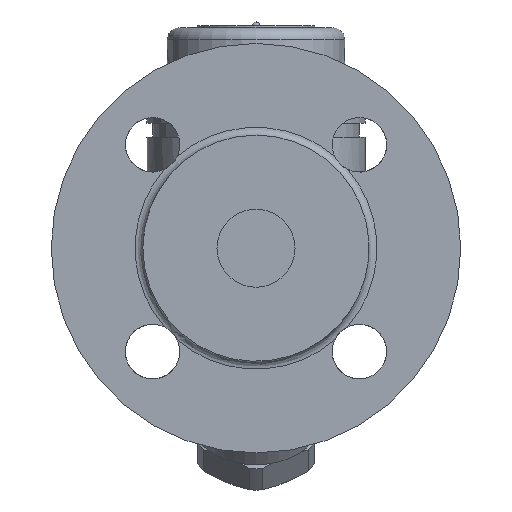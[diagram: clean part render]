
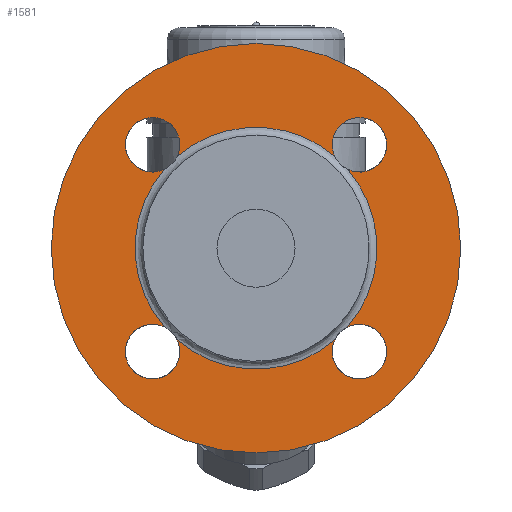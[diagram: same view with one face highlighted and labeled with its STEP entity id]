
A CAD part, left-side view. The second image highlights one B-rep face of the part: STEP entity #1581.
In plain terms, the highlighted planar face has unit normal (-1, 0, 0).
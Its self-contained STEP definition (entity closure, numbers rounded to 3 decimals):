
#893=CARTESIAN_POINT('',(-73.,-20.188,23.526));
#894=VERTEX_POINT('',#893);
#895=CARTESIAN_POINT('',(-73.,-23.526,20.188));
#896=VERTEX_POINT('',#895);
#912=CARTESIAN_POINT('',(-73.,20.188,23.526));
#913=VERTEX_POINT('',#912);
#914=CARTESIAN_POINT('',(-73.,0.0,0.));
#915=DIRECTION('',(-1.0,0.0,0.0));
#916=DIRECTION('',(0.0,0.0,-1.0));
#917=AXIS2_PLACEMENT_3D('',#914,#915,#916);
#918=CIRCLE('',#917,31.);
#919=EDGE_CURVE('',#894,#913,#918,.T.);
#921=CARTESIAN_POINT('',(-73.,23.526,20.188));
#922=VERTEX_POINT('',#921);
#938=CARTESIAN_POINT('',(-73.0,23.526,-20.188));
#939=VERTEX_POINT('',#938);
#940=CARTESIAN_POINT('',(-73.,0.0,0.));
#941=DIRECTION('',(-1.0,0.0,0.0));
#942=DIRECTION('',(0.0,0.0,-1.0));
#943=AXIS2_PLACEMENT_3D('',#940,#941,#942);
#944=CIRCLE('',#943,31.);
#945=EDGE_CURVE('',#922,#939,#944,.T.);
#947=CARTESIAN_POINT('',(-73.0,20.188,-23.526));
#948=VERTEX_POINT('',#947);
#964=CARTESIAN_POINT('',(-73.0,-20.188,-23.526));
#965=VERTEX_POINT('',#964);
#966=CARTESIAN_POINT('',(-73.,0.0,0.));
#967=DIRECTION('',(-1.0,0.0,0.0));
#968=DIRECTION('',(0.0,0.0,-1.0));
#969=AXIS2_PLACEMENT_3D('',#966,#967,#968);
#970=CIRCLE('',#969,31.);
#971=EDGE_CURVE('',#948,#965,#970,.T.);
#973=CARTESIAN_POINT('',(-73.0,-23.526,-20.188));
#974=VERTEX_POINT('',#973);
#990=CARTESIAN_POINT('',(-73.,0.0,0.));
#991=DIRECTION('',(-1.0,0.0,0.0));
#992=DIRECTION('',(0.0,0.0,-1.0));
#993=AXIS2_PLACEMENT_3D('',#990,#991,#992);
#994=CIRCLE('',#993,31.);
#995=EDGE_CURVE('',#974,#896,#994,.T.);
#1048=CARTESIAN_POINT('',(-73.,-26.517,26.517));
#1049=DIRECTION('',(1.0,0.0,0.0));
#1050=DIRECTION('',(0.0,-1.0,0.0));
#1051=AXIS2_PLACEMENT_3D('',#1048,#1049,#1050);
#1052=CIRCLE('',#1051,7.);
#1053=EDGE_CURVE('',#894,#896,#1052,.T.);
#1096=CARTESIAN_POINT('',(-73.0,-26.517,-26.517));
#1097=DIRECTION('',(1.0,0.0,0.0));
#1098=DIRECTION('',(0.0,0.0,-1.0));
#1099=AXIS2_PLACEMENT_3D('',#1096,#1097,#1098);
#1100=CIRCLE('',#1099,7.);
#1101=EDGE_CURVE('',#974,#965,#1100,.T.);
#1144=CARTESIAN_POINT('',(-73.0,26.517,-26.517));
#1145=DIRECTION('',(1.0,0.0,0.0));
#1146=DIRECTION('',(0.0,1.0,0.0));
#1147=AXIS2_PLACEMENT_3D('',#1144,#1145,#1146);
#1148=CIRCLE('',#1147,7.);
#1149=EDGE_CURVE('',#948,#939,#1148,.T.);
#1192=CARTESIAN_POINT('',(-73.,26.517,26.517));
#1193=DIRECTION('',(1.0,0.0,0.0));
#1194=DIRECTION('',(0.0,0.0,1.0));
#1195=AXIS2_PLACEMENT_3D('',#1192,#1193,#1194);
#1196=CIRCLE('',#1195,7.);
#1197=EDGE_CURVE('',#922,#913,#1196,.T.);
#1444=CARTESIAN_POINT('',(-73.,0.0,52.5));
#1445=VERTEX_POINT('',#1444);
#1446=CARTESIAN_POINT('',(-73.,0.0,0.));
#1447=DIRECTION('',(-1.0,0.0,0.0));
#1448=DIRECTION('',(0.0,0.0,1.0));
#1449=AXIS2_PLACEMENT_3D('',#1446,#1447,#1448);
#1450=CIRCLE('',#1449,52.5);
#1451=EDGE_CURVE('',#1445,#1445,#1450,.T.);
#1563=CARTESIAN_POINT('',(-73.,0.0,40.75));
#1564=DIRECTION('',(-1.0,0.0,0.0));
#1565=DIRECTION('',(0.0,0.0,1.0));
#1566=AXIS2_PLACEMENT_3D('',#1563,#1564,#1565);
#1567=PLANE('',#1566);
#1568=ORIENTED_EDGE('',*,*,#1451,.T.);
#1569=EDGE_LOOP('',(#1568));
#1570=FACE_OUTER_BOUND('',#1569,.T.);
#1571=ORIENTED_EDGE('',*,*,#995,.F.);
#1572=ORIENTED_EDGE('',*,*,#1101,.T.);
#1573=ORIENTED_EDGE('',*,*,#971,.F.);
#1574=ORIENTED_EDGE('',*,*,#1149,.T.);
#1575=ORIENTED_EDGE('',*,*,#945,.F.);
#1576=ORIENTED_EDGE('',*,*,#1197,.T.);
#1577=ORIENTED_EDGE('',*,*,#919,.F.);
#1578=ORIENTED_EDGE('',*,*,#1053,.T.);
#1579=EDGE_LOOP('',(#1571,#1572,#1573,#1574,#1575,#1576,#1577,#1578));
#1580=FACE_BOUND('',#1579,.T.);
#1581=ADVANCED_FACE('',(#1570,#1580),#1567,.T.);
